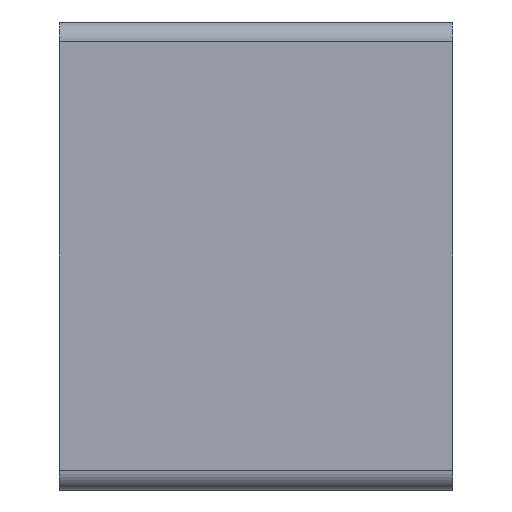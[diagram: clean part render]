
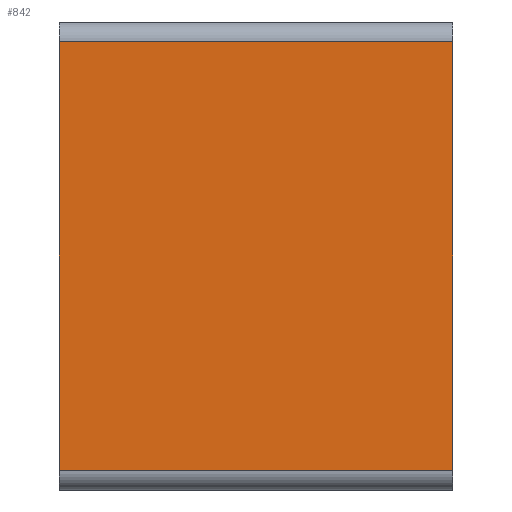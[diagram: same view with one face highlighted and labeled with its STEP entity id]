
A CAD part, left-side view. The second image highlights one B-rep face of the part: STEP entity #842.
In plain terms, the highlighted planar face has unit normal (-1, 0, 0).
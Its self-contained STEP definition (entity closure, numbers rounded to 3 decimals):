
#525=CARTESIAN_POINT('',(-266.,197.0,-109.0));
#526=VERTEX_POINT('',#525);
#544=CARTESIAN_POINT('',(-266.,-3.0,-109.0));
#545=VERTEX_POINT('',#544);
#553=CARTESIAN_POINT('',(-266.,-3.0,-109.0));
#554=DIRECTION('',(0.0,1.0,0.0));
#555=VECTOR('',#554,200.0);
#556=LINE('',#553,#555);
#557=EDGE_CURVE('',#545,#526,#556,.T.);
#610=CARTESIAN_POINT('',(-266.,-3.0,109.0));
#611=VERTEX_POINT('',#610);
#619=CARTESIAN_POINT('',(-266.,-3.0,109.0));
#620=DIRECTION('',(0.0,0.0,-1.0));
#621=VECTOR('',#620,218.0);
#622=LINE('',#619,#621);
#623=EDGE_CURVE('',#611,#545,#622,.T.);
#772=CARTESIAN_POINT('',(-266.,197.0,109.0));
#773=VERTEX_POINT('',#772);
#781=CARTESIAN_POINT('',(-266.,197.0,109.0));
#782=DIRECTION('',(0.0,-1.0,0.0));
#783=VECTOR('',#782,200.0);
#784=LINE('',#781,#783);
#785=EDGE_CURVE('',#773,#611,#784,.T.);
#826=CARTESIAN_POINT('',(-266.,0.0,-119.0));
#827=DIRECTION('',(-1.0,0.0,0.0));
#828=DIRECTION('',(0.0,0.0,1.0));
#829=AXIS2_PLACEMENT_3D('',#826,#827,#828);
#830=PLANE('',#829);
#831=ORIENTED_EDGE('',*,*,#557,.F.);
#832=ORIENTED_EDGE('',*,*,#623,.F.);
#833=ORIENTED_EDGE('',*,*,#785,.F.);
#834=CARTESIAN_POINT('',(-266.,197.0,-109.0));
#835=DIRECTION('',(0.0,0.0,1.0));
#836=VECTOR('',#835,218.0);
#837=LINE('',#834,#836);
#838=EDGE_CURVE('',#526,#773,#837,.T.);
#839=ORIENTED_EDGE('',*,*,#838,.F.);
#840=EDGE_LOOP('',(#831,#832,#833,#839));
#841=FACE_OUTER_BOUND('',#840,.T.);
#842=ADVANCED_FACE('',(#841),#830,.T.);
